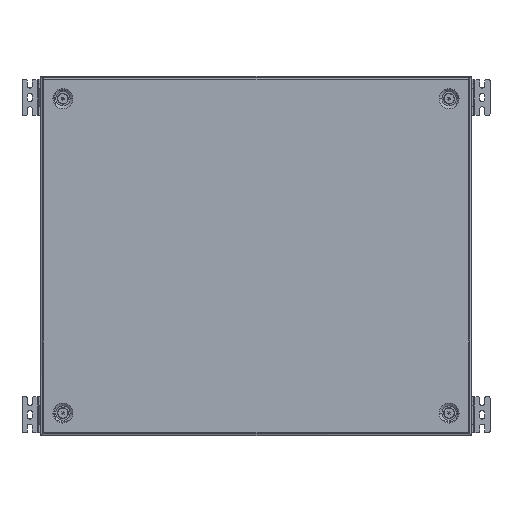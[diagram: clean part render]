
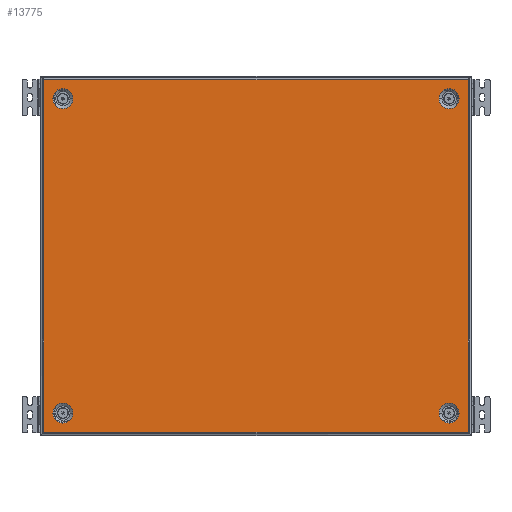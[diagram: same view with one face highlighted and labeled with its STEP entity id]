
A CAD part, top view. The second image highlights one B-rep face of the part: STEP entity #13775.
In plain terms, the highlighted planar face has unit normal (0, 0, 1).
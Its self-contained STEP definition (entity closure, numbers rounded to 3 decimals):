
#697 = EDGE_CURVE ( 'NONE', #14730, #24328, #19409, .T. ) ;
#766 = DIRECTION ( 'NONE',  ( 0., 0., 1. ) ) ;
#1051 = LINE ( 'NONE', #12116, #16438 ) ;
#1163 = AXIS2_PLACEMENT_3D ( 'NONE', #20132, #17999, #20268 ) ;
#1172 = DIRECTION ( 'NONE',  ( -1., 0., 0. ) ) ;
#1312 = CARTESIAN_POINT ( 'NONE',  ( 269., -219., 0. ) ) ;
#1337 = VERTEX_POINT ( 'NONE', #3005 ) ;
#1623 = FACE_BOUND ( 'NONE', #20393, .T. ) ;
#1761 = PLANE ( 'NONE',  #21665 ) ;
#1830 = DIRECTION ( 'NONE',  ( 1., 0., 0. ) ) ;
#1972 = AXIS2_PLACEMENT_3D ( 'NONE', #27369, #7856, #16516 ) ;
#2199 = ORIENTED_EDGE ( 'NONE', *, *, #3375, .F. ) ;
#2279 = EDGE_CURVE ( 'NONE', #7680, #11248, #27087, .T. ) ;
#2291 = EDGE_CURVE ( 'NONE', #1337, #16288, #18078, .T. ) ;
#2551 = CARTESIAN_POINT ( 'NONE',  ( 0., 0., 0. ) ) ;
#2807 = VERTEX_POINT ( 'NONE', #20449 ) ;
#2816 = CARTESIAN_POINT ( 'NONE',  ( -283., 219., 0. ) ) ;
#3005 = CARTESIAN_POINT ( 'NONE',  ( 255., -219., 0. ) ) ;
#3375 = EDGE_CURVE ( 'NONE', #20483, #17487, #27857, .T. ) ;
#3644 = ORIENTED_EDGE ( 'NONE', *, *, #13848, .F. ) ;
#4141 = ORIENTED_EDGE ( 'NONE', *, *, #2291, .F. ) ;
#4309 = DIRECTION ( 'NONE',  ( 0., 1., 0. ) ) ;
#4549 = CARTESIAN_POINT ( 'NONE',  ( 295.4, -245.5, 0. ) ) ;
#4759 = CARTESIAN_POINT ( 'NONE',  ( 295.5, 245.5, 0. ) ) ;
#4795 = CARTESIAN_POINT ( 'NONE',  ( -295.5, -245.5, 0. ) ) ;
#4924 = ORIENTED_EDGE ( 'NONE', *, *, #25294, .F. ) ;
#4939 = CARTESIAN_POINT ( 'NONE',  ( 255., 219., 0. ) ) ;
#5567 = DIRECTION ( 'NONE',  ( 0., 0., 1. ) ) ;
#5811 = CARTESIAN_POINT ( 'NONE',  ( -295.793, -245.5, 0. ) ) ;
#5828 = ORIENTED_EDGE ( 'NONE', *, *, #7700, .T. ) ;
#6075 = DIRECTION ( 'NONE',  ( -1., 0., 0. ) ) ;
#6187 = CARTESIAN_POINT ( 'NONE',  ( 295.793, 245.5, 0. ) ) ;
#6365 = DIRECTION ( 'NONE',  ( 1., 0., 0. ) ) ;
#6502 = CARTESIAN_POINT ( 'NONE',  ( -255., -219., 0. ) ) ;
#6517 = AXIS2_PLACEMENT_3D ( 'NONE', #16567, #19003, #18861 ) ;
#6594 = VERTEX_POINT ( 'NONE', #2816 ) ;
#6665 = VERTEX_POINT ( 'NONE', #4795 ) ;
#6803 = FACE_OUTER_BOUND ( 'NONE', #9392, .T. ) ;
#7045 = EDGE_LOOP ( 'NONE', ( #19267, #15996 ) ) ;
#7249 = DIRECTION ( 'NONE',  ( 0., 0., 1. ) ) ;
#7272 = DIRECTION ( 'NONE',  ( 1., 0., 0. ) ) ;
#7322 = ORIENTED_EDGE ( 'NONE', *, *, #9620, .T. ) ;
#7338 = VECTOR ( 'NONE', #23207, 1000. ) ;
#7506 = AXIS2_PLACEMENT_3D ( 'NONE', #18563, #20688, #27262 ) ;
#7680 = VERTEX_POINT ( 'NONE', #26550 ) ;
#7700 = EDGE_CURVE ( 'NONE', #24328, #15210, #1051, .T. ) ;
#7856 = DIRECTION ( 'NONE',  ( 0., 0., 1. ) ) ;
#7941 = VERTEX_POINT ( 'NONE', #14941 ) ;
#8172 = ORIENTED_EDGE ( 'NONE', *, *, #15237, .F. ) ;
#8201 = EDGE_CURVE ( 'NONE', #2807, #15210, #20488, .T. ) ;
#9078 = FACE_BOUND ( 'NONE', #19713, .T. ) ;
#9194 = ORIENTED_EDGE ( 'NONE', *, *, #21612, .T. ) ;
#9392 = EDGE_LOOP ( 'NONE', ( #17958, #5828, #15862, #7322, #9194, #20543, #12005, #18232 ) ) ;
#9409 = DIRECTION ( 'NONE',  ( 0., 0., 1. ) ) ;
#9522 = CARTESIAN_POINT ( 'NONE',  ( -297.5, 245.5, 0. ) ) ;
#9620 = EDGE_CURVE ( 'NONE', #2807, #6665, #12081, .T. ) ;
#9708 = EDGE_LOOP ( 'NONE', ( #8172, #4924 ) ) ;
#9829 = CARTESIAN_POINT ( 'NONE',  ( -295.793, -245.5, 0. ) ) ;
#9909 = ORIENTED_EDGE ( 'NONE', *, *, #20195, .F. ) ;
#10280 = DIRECTION ( 'NONE',  ( 0., 0., 1. ) ) ;
#10582 = CARTESIAN_POINT ( 'NONE',  ( 283., -219., 0. ) ) ;
#10656 = VERTEX_POINT ( 'NONE', #25263 ) ;
#11193 = CIRCLE ( 'NONE', #11643, 14. ) ;
#11209 = LINE ( 'NONE', #14808, #27144 ) ;
#11248 = VERTEX_POINT ( 'NONE', #4549 ) ;
#11643 = AXIS2_PLACEMENT_3D ( 'NONE', #13108, #766, #15659 ) ;
#11964 = CIRCLE ( 'NONE', #6517, 14. ) ;
#12005 = ORIENTED_EDGE ( 'NONE', *, *, #13740, .T. ) ;
#12081 = LINE ( 'NONE', #20773, #7338 ) ;
#12096 = CARTESIAN_POINT ( 'NONE',  ( -269., -219., 0. ) ) ;
#12116 = CARTESIAN_POINT ( 'NONE',  ( 295.793, 245.5, 0. ) ) ;
#13108 = CARTESIAN_POINT ( 'NONE',  ( 269., 219., 0. ) ) ;
#13740 = EDGE_CURVE ( 'NONE', #11248, #19097, #11209, .T. ) ;
#13775 = ADVANCED_FACE ( 'NONE', ( #6803, #9078, #22018, #1623, #26188 ), #1761, .T. ) ;
#13848 = EDGE_CURVE ( 'NONE', #17487, #20483, #23042, .T. ) ;
#14661 = CARTESIAN_POINT ( 'NONE',  ( 295.5, -245.5, 0. ) ) ;
#14730 = VERTEX_POINT ( 'NONE', #4759 ) ;
#14808 = CARTESIAN_POINT ( 'NONE',  ( 297.5, -245.5, 0. ) ) ;
#14941 = CARTESIAN_POINT ( 'NONE',  ( 283., 219., 0. ) ) ;
#15210 = VERTEX_POINT ( 'NONE', #21803 ) ;
#15237 = EDGE_CURVE ( 'NONE', #7941, #18972, #11193, .T. ) ;
#15659 = DIRECTION ( 'NONE',  ( -1., 0., 0. ) ) ;
#15789 = VECTOR ( 'NONE', #7272, 1000. ) ;
#15792 = DIRECTION ( 'NONE',  ( 1., 0., 0. ) ) ;
#15862 = ORIENTED_EDGE ( 'NONE', *, *, #8201, .F. ) ;
#15996 = ORIENTED_EDGE ( 'NONE', *, *, #18707, .F. ) ;
#16055 = CARTESIAN_POINT ( 'NONE',  ( -269., -219., 0. ) ) ;
#16288 = VERTEX_POINT ( 'NONE', #10582 ) ;
#16360 = EDGE_CURVE ( 'NONE', #19097, #14730, #17252, .T. ) ;
#16438 = VECTOR ( 'NONE', #27238, 1000. ) ;
#16516 = DIRECTION ( 'NONE',  ( 1., 0., 0. ) ) ;
#16567 = CARTESIAN_POINT ( 'NONE',  ( 269., -219., 0. ) ) ;
#16820 = DIRECTION ( 'NONE',  ( 1., 0., 0. ) ) ;
#16846 = VECTOR ( 'NONE', #1830, 1000. ) ;
#17208 = CARTESIAN_POINT ( 'NONE',  ( -283., -219., 0. ) ) ;
#17252 = LINE ( 'NONE', #21808, #19558 ) ;
#17487 = VERTEX_POINT ( 'NONE', #17208 ) ;
#17958 = ORIENTED_EDGE ( 'NONE', *, *, #697, .T. ) ;
#17999 = DIRECTION ( 'NONE',  ( 0., 0., 1. ) ) ;
#18078 = CIRCLE ( 'NONE', #23106, 14. ) ;
#18232 = ORIENTED_EDGE ( 'NONE', *, *, #16360, .T. ) ;
#18310 = CIRCLE ( 'NONE', #1972, 14. ) ;
#18563 = CARTESIAN_POINT ( 'NONE',  ( 269., 219., 0. ) ) ;
#18707 = EDGE_CURVE ( 'NONE', #10656, #6594, #18310, .T. ) ;
#18861 = DIRECTION ( 'NONE',  ( 1., 0., 0. ) ) ;
#18943 = AXIS2_PLACEMENT_3D ( 'NONE', #12096, #9409, #1172 ) ;
#18972 = VERTEX_POINT ( 'NONE', #4939 ) ;
#19003 = DIRECTION ( 'NONE',  ( 0., 0., 1. ) ) ;
#19097 = VERTEX_POINT ( 'NONE', #14661 ) ;
#19112 = VECTOR ( 'NONE', #6365, 1000. ) ;
#19267 = ORIENTED_EDGE ( 'NONE', *, *, #25157, .F. ) ;
#19409 = LINE ( 'NONE', #6187, #24040 ) ;
#19558 = VECTOR ( 'NONE', #4309, 1000. ) ;
#19713 = EDGE_LOOP ( 'NONE', ( #9909, #4141 ) ) ;
#19759 = DIRECTION ( 'NONE',  ( 1., 0., 0. ) ) ;
#20132 = CARTESIAN_POINT ( 'NONE',  ( -269., 219., 0. ) ) ;
#20195 = EDGE_CURVE ( 'NONE', #16288, #1337, #11964, .T. ) ;
#20268 = DIRECTION ( 'NONE',  ( 1., 0., 0. ) ) ;
#20393 = EDGE_LOOP ( 'NONE', ( #3644, #2199 ) ) ;
#20449 = CARTESIAN_POINT ( 'NONE',  ( -295.5, 245.5, 0. ) ) ;
#20483 = VERTEX_POINT ( 'NONE', #6502 ) ;
#20488 = LINE ( 'NONE', #9522, #16846 ) ;
#20543 = ORIENTED_EDGE ( 'NONE', *, *, #2279, .T. ) ;
#20688 = DIRECTION ( 'NONE',  ( 0., 0., 1. ) ) ;
#20773 = CARTESIAN_POINT ( 'NONE',  ( -295.5, 245.793, 0. ) ) ;
#21612 = EDGE_CURVE ( 'NONE', #6665, #7680, #25894, .T. ) ;
#21665 = AXIS2_PLACEMENT_3D ( 'NONE', #2551, #10280, #16820 ) ;
#21803 = CARTESIAN_POINT ( 'NONE',  ( -295.4, 245.5, 0. ) ) ;
#21808 = CARTESIAN_POINT ( 'NONE',  ( 295.5, -245.793, 0. ) ) ;
#22018 = FACE_BOUND ( 'NONE', #9708, .T. ) ;
#23042 = CIRCLE ( 'NONE', #18943, 14. ) ;
#23106 = AXIS2_PLACEMENT_3D ( 'NONE', #1312, #5567, #15792 ) ;
#23207 = DIRECTION ( 'NONE',  ( 0., -1., 0. ) ) ;
#23979 = DIRECTION ( 'NONE',  ( -1., 0., 0. ) ) ;
#24040 = VECTOR ( 'NONE', #23979, 1000. ) ;
#24328 = VERTEX_POINT ( 'NONE', #26488 ) ;
#24800 = CIRCLE ( 'NONE', #7506, 14. ) ;
#25157 = EDGE_CURVE ( 'NONE', #6594, #10656, #25723, .T. ) ;
#25263 = CARTESIAN_POINT ( 'NONE',  ( -255., 219., 0. ) ) ;
#25294 = EDGE_CURVE ( 'NONE', #18972, #7941, #24800, .T. ) ;
#25723 = CIRCLE ( 'NONE', #1163, 14. ) ;
#25894 = LINE ( 'NONE', #5811, #19112 ) ;
#26188 = FACE_BOUND ( 'NONE', #7045, .T. ) ;
#26488 = CARTESIAN_POINT ( 'NONE',  ( 295.4, 245.5, 0. ) ) ;
#26550 = CARTESIAN_POINT ( 'NONE',  ( -295.4, -245.5, 0. ) ) ;
#27087 = LINE ( 'NONE', #9829, #15789 ) ;
#27144 = VECTOR ( 'NONE', #19759, 1000. ) ;
#27238 = DIRECTION ( 'NONE',  ( -1., 0., 0. ) ) ;
#27262 = DIRECTION ( 'NONE',  ( -1., 0., 0. ) ) ;
#27369 = CARTESIAN_POINT ( 'NONE',  ( -269., 219., 0. ) ) ;
#27415 = AXIS2_PLACEMENT_3D ( 'NONE', #16055, #7249, #6075 ) ;
#27857 = CIRCLE ( 'NONE', #27415, 14. ) ;
